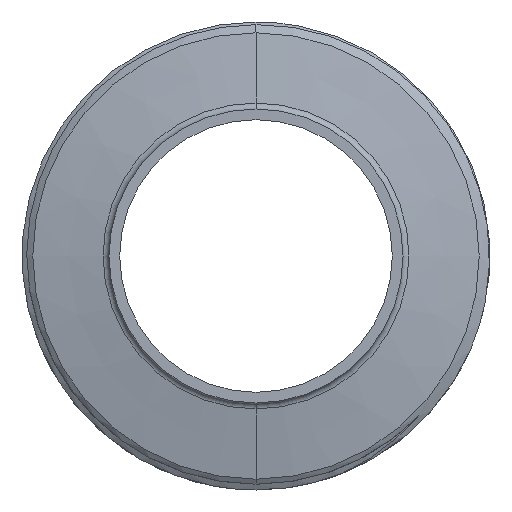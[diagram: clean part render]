
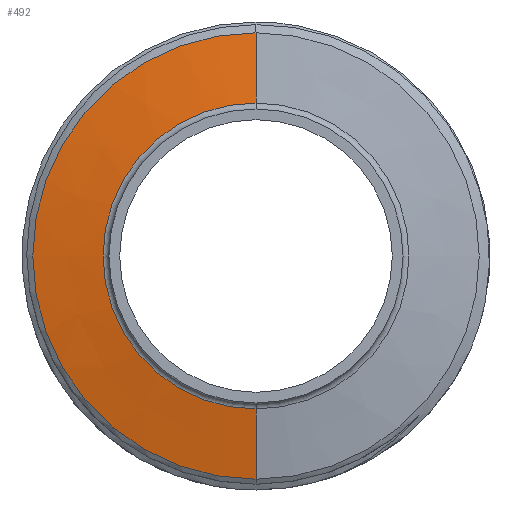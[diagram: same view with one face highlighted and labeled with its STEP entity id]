
A CAD part, left-side view. The second image highlights one B-rep face of the part: STEP entity #492.
In plain terms, the highlighted conical face has half-angle 80 degrees and reference radius 31.122 mm.
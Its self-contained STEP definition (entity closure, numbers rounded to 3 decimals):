
#184 = ORIENTED_EDGE ( 'NONE', *, *, #838, .F. ) ;
#241 = DIRECTION ( 'NONE',  ( -1., 0., 0. ) ) ;
#329 = AXIS2_PLACEMENT_3D ( 'NONE', #2993, #241, #2466 ) ;
#489 = CARTESIAN_POINT ( 'NONE',  ( 4.06, -18.868, 31.121 ) ) ;
#492 = ADVANCED_FACE ( 'NONE', ( #2640 ), #3538, .T. ) ;
#752 = ORIENTED_EDGE ( 'NONE', *, *, #2832, .T. ) ;
#763 = DIRECTION ( 'NONE',  ( 0., 0., -1. ) ) ;
#794 = ORIENTED_EDGE ( 'NONE', *, *, #967, .F. ) ;
#838 = EDGE_CURVE ( 'NONE', #3149, #3284, #2197, .T. ) ;
#967 = EDGE_CURVE ( 'NONE', #3284, #3520, #1759, .T. ) ;
#994 = CARTESIAN_POINT ( 'NONE',  ( 2.333, -18.868, 21.326 ) ) ;
#1032 = VECTOR ( 'NONE', #2540, 1000. ) ;
#1096 = CARTESIAN_POINT ( 'NONE',  ( 2.333, -18.868, -21.326 ) ) ;
#1289 = EDGE_CURVE ( 'NONE', #2370, #3520, #2478, .T. ) ;
#1701 = DIRECTION ( 'NONE',  ( 0.174, 0., -0.985 ) ) ;
#1757 = DIRECTION ( 'NONE',  ( 0., 0., 1. ) ) ;
#1759 = LINE ( 'NONE', #2257, #3188 ) ;
#1806 = CARTESIAN_POINT ( 'NONE',  ( 4.06, -18.868, 31.121 ) ) ;
#1998 = CARTESIAN_POINT ( 'NONE',  ( 4.06, -18.868, 0. ) ) ;
#2073 = DIRECTION ( 'NONE',  ( -1., 0., 0. ) ) ;
#2197 = CIRCLE ( 'NONE', #329, 21.326 ) ;
#2257 = CARTESIAN_POINT ( 'NONE',  ( 4.06, -18.868, -31.121 ) ) ;
#2370 = VERTEX_POINT ( 'NONE', #489 ) ;
#2466 = DIRECTION ( 'NONE',  ( 0., 0., 1. ) ) ;
#2478 = CIRCLE ( 'NONE', #3025, 31.121 ) ;
#2540 = DIRECTION ( 'NONE',  ( 0.174, 0., 0.985 ) ) ;
#2640 = FACE_OUTER_BOUND ( 'NONE', #3229, .T. ) ;
#2697 = CARTESIAN_POINT ( 'NONE',  ( 4.06, -18.868, 0. ) ) ;
#2832 = EDGE_CURVE ( 'NONE', #3149, #2370, #3173, .T. ) ;
#2993 = CARTESIAN_POINT ( 'NONE',  ( 2.333, -18.868, 0. ) ) ;
#3005 = ORIENTED_EDGE ( 'NONE', *, *, #1289, .T. ) ;
#3025 = AXIS2_PLACEMENT_3D ( 'NONE', #1998, #2073, #1757 ) ;
#3149 = VERTEX_POINT ( 'NONE', #994 ) ;
#3173 = LINE ( 'NONE', #1806, #1032 ) ;
#3188 = VECTOR ( 'NONE', #1701, 1000. ) ;
#3229 = EDGE_LOOP ( 'NONE', ( #184, #752, #3005, #794 ) ) ;
#3281 = CARTESIAN_POINT ( 'NONE',  ( 4.06, -18.868, -31.121 ) ) ;
#3284 = VERTEX_POINT ( 'NONE', #1096 ) ;
#3374 = AXIS2_PLACEMENT_3D ( 'NONE', #2697, #3475, #763 ) ;
#3475 = DIRECTION ( 'NONE',  ( 1., 0., 0. ) ) ;
#3520 = VERTEX_POINT ( 'NONE', #3281 ) ;
#3538 = CONICAL_SURFACE ( 'NONE', #3374, 31.121, 1.396 ) ;
